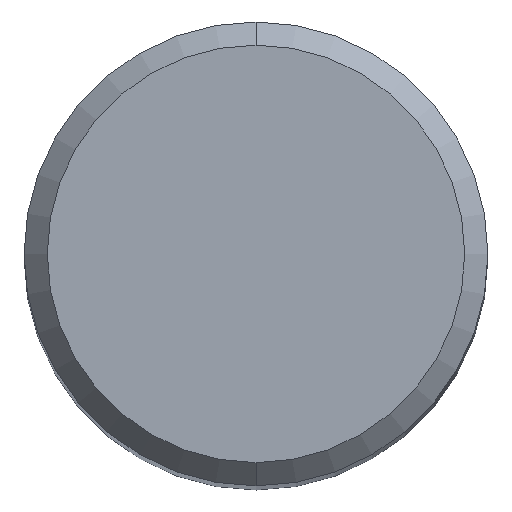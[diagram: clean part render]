
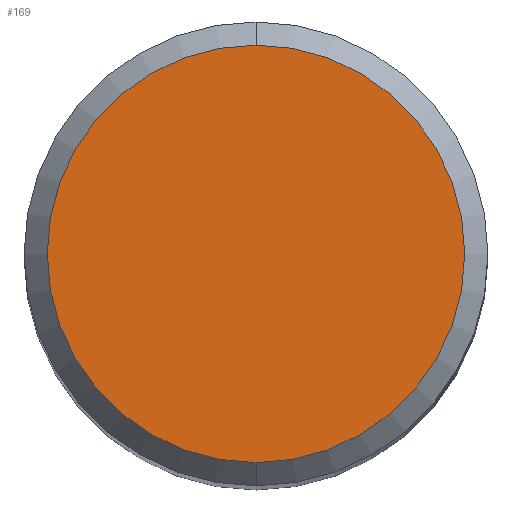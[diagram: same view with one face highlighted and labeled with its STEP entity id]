
A CAD part, top view. The second image highlights one B-rep face of the part: STEP entity #169.
In plain terms, the highlighted planar face has unit normal (0, 0, 1).
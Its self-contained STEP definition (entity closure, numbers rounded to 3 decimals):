
#169=ADVANCED_FACE('',(#460),#461,.T.);
#189=VERTEX_POINT('',#483);
#313=EDGE_CURVE('',#189,#353,#621,.T.);
#333=EDGE_CURVE('',#353,#189,#642,.T.);
#353=VERTEX_POINT('',#666);
#460=FACE_OUTER_BOUND('',#771,.T.);
#461=PLANE('',#772);
#483=CARTESIAN_POINT('',(0.,-3.6,0.0));
#621=CIRCLE('',#1085,3.6);
#642=CIRCLE('',#1139,3.6);
#666=CARTESIAN_POINT('',(0.0,3.6,0.0));
#771=EDGE_LOOP('',(#1392,#1393));
#772=AXIS2_PLACEMENT_3D('',#1394,#1395,#1396);
#1085=AXIS2_PLACEMENT_3D('',#1596,#1597,#1598);
#1139=AXIS2_PLACEMENT_3D('',#1612,#1613,#1614);
#1392=ORIENTED_EDGE('',*,*,#333,.F.);
#1393=ORIENTED_EDGE('',*,*,#313,.F.);
#1394=CARTESIAN_POINT('',(0.0,1.8,0.0));
#1395=DIRECTION('',(-0.0,0.0,1.0));
#1396=DIRECTION('',(0.0,-1.0,0.0));
#1596=CARTESIAN_POINT('',(0.0,0.0,0.0));
#1597=DIRECTION('',(0.0,0.0,-1.0));
#1598=DIRECTION('',(0.0,1.0,0.0));
#1612=CARTESIAN_POINT('',(0.0,0.0,0.0));
#1613=DIRECTION('',(0.0,0.0,-1.0));
#1614=DIRECTION('',(0.0,1.0,0.0));
